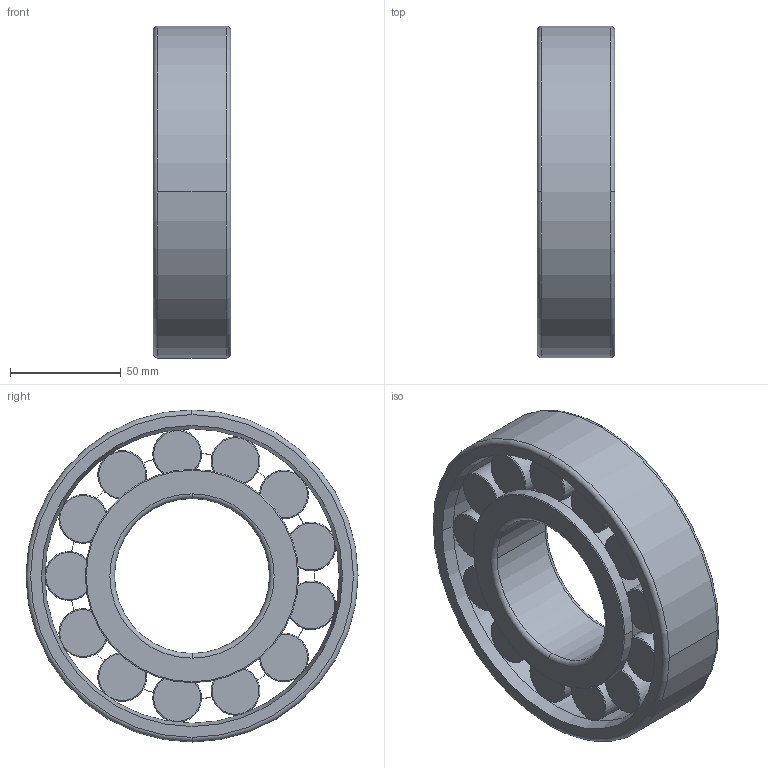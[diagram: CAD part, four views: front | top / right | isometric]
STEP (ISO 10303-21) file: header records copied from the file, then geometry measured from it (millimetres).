
FILE_DESCRIPTION(('STEP AP214'),'1');
FILE_NAME('bearing_n314e.stp','2021-06-17T10:32:21',('TraceParts'),('TraceParts S.A.'),'Spatial InterOp 3D',' ',' ');
FILE_SCHEMA(('AUTOMOTIVE_DESIGN { 1 0 10303 214 1 1 1 1 }'));
Length unit declared in the file: millimetre
Products named in the file (1): bearing_n314e_1
Bounding box: 35 x 150 x 150 mm (x, y, z)
Volume: 340937.5 mm3; surface area: 94213.1 mm2
Topology: 3 solids, 3 shells, 164 faces, 450 edges, 318 vertices
Faces by surface type: torus 90, cylinder 38, plane 32, cone 4
Entity records: 6441 total; most frequent: CARTESIAN_POINT 2001, DIRECTION 1036, ORIENTED_EDGE 900, AXIS2_PLACEMENT_3D 497, EDGE_CURVE 450, CIRCLE 330, VERTEX_POINT 318, EDGE_LOOP 196
